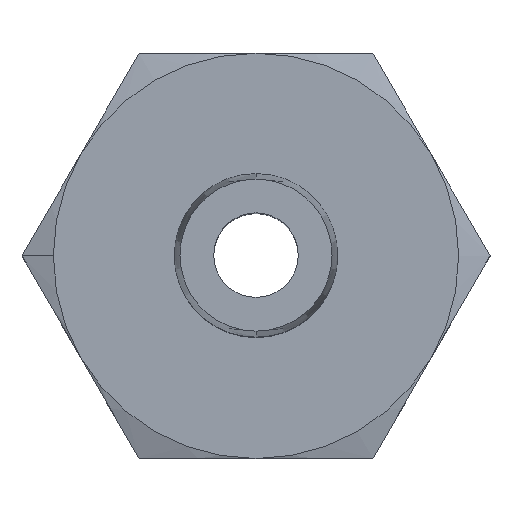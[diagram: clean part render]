
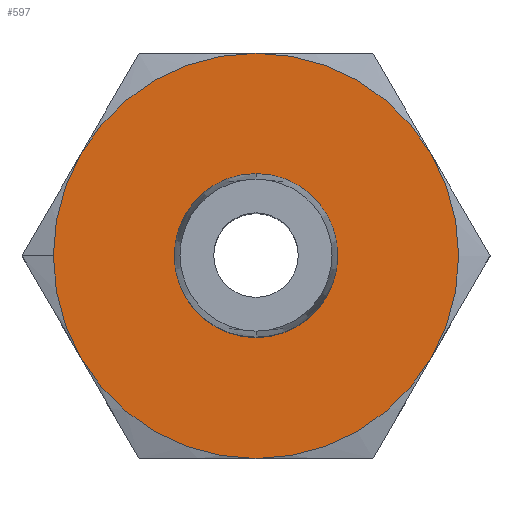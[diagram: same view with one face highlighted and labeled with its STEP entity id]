
A CAD part, top view. The second image highlights one B-rep face of the part: STEP entity #597.
In plain terms, the highlighted planar face has unit normal (0, 0, 1).
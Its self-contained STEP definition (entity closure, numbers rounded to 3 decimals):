
#31 = DIRECTION ( 'NONE',  ( 0., 0., 1. ) ) ;
#40 = EDGE_CURVE ( 'NONE', #952, #1078, #1105, .T. ) ;
#48 = CARTESIAN_POINT ( 'NONE',  ( 0., 0., 3.65 ) ) ;
#50 = PLANE ( 'NONE',  #307 ) ;
#57 = FACE_OUTER_BOUND ( 'NONE', #184, .T. ) ;
#60 = ORIENTED_EDGE ( 'NONE', *, *, #390, .T. ) ;
#63 = FACE_BOUND ( 'NONE', #1179, .T. ) ;
#76 = CIRCLE ( 'NONE', #751, 12. ) ;
#91 = VERTEX_POINT ( 'NONE', #1304 ) ;
#92 = DIRECTION ( 'NONE',  ( 1., 0., 0. ) ) ;
#136 = DIRECTION ( 'NONE',  ( 0., 0., 1. ) ) ;
#147 = CARTESIAN_POINT ( 'NONE',  ( 0., 0., 3.65 ) ) ;
#164 = DIRECTION ( 'NONE',  ( 1., 0., 0. ) ) ;
#170 = EDGE_CURVE ( 'NONE', #671, #952, #76, .T. ) ;
#181 = DIRECTION ( 'NONE',  ( 0., 0., 1. ) ) ;
#184 = EDGE_LOOP ( 'NONE', ( #212, #1089, #1013, #443, #875, #274, #60 ) ) ;
#196 = CIRCLE ( 'NONE', #400, 12. ) ;
#198 = CARTESIAN_POINT ( 'NONE',  ( 0., 0., 3.65 ) ) ;
#212 = ORIENTED_EDGE ( 'NONE', *, *, #1113, .T. ) ;
#230 = VERTEX_POINT ( 'NONE', #1188 ) ;
#245 = ORIENTED_EDGE ( 'NONE', *, *, #677, .T. ) ;
#274 = ORIENTED_EDGE ( 'NONE', *, *, #323, .T. ) ;
#307 = AXIS2_PLACEMENT_3D ( 'NONE', #48, #31, #1297 ) ;
#315 = VERTEX_POINT ( 'NONE', #632 ) ;
#317 = AXIS2_PLACEMENT_3D ( 'NONE', #589, #596, #637 ) ;
#323 = EDGE_CURVE ( 'NONE', #1026, #91, #545, .T. ) ;
#375 = ORIENTED_EDGE ( 'NONE', *, *, #925, .T. ) ;
#390 = EDGE_CURVE ( 'NONE', #91, #315, #698, .T. ) ;
#400 = AXIS2_PLACEMENT_3D ( 'NONE', #832, #816, #717 ) ;
#412 = AXIS2_PLACEMENT_3D ( 'NONE', #839, #830, #822 ) ;
#416 = DIRECTION ( 'NONE',  ( 1., 0., 0. ) ) ;
#426 = DIRECTION ( 'NONE',  ( 0., 0., 1. ) ) ;
#433 = CARTESIAN_POINT ( 'NONE',  ( 0., 0., 3.65 ) ) ;
#443 = ORIENTED_EDGE ( 'NONE', *, *, #877, .T. ) ;
#490 = DIRECTION ( 'NONE',  ( 1., 0., 0. ) ) ;
#496 = DIRECTION ( 'NONE',  ( 0., 0., 1. ) ) ;
#545 = CIRCLE ( 'NONE', #1112, 12. ) ;
#547 = CARTESIAN_POINT ( 'NONE',  ( 0., 0., 3.65 ) ) ;
#560 = DIRECTION ( 'NONE',  ( 0., 0., 1. ) ) ;
#586 = EDGE_CURVE ( 'NONE', #1030, #1026, #1114, .T. ) ;
#589 = CARTESIAN_POINT ( 'NONE',  ( 0., 0., 3.65 ) ) ;
#596 = DIRECTION ( 'NONE',  ( 0., 0., 1. ) ) ;
#597 = ADVANCED_FACE ( 'NONE', ( #63, #57 ), #50, .T. ) ;
#598 = AXIS2_PLACEMENT_3D ( 'NONE', #433, #426, #416 ) ;
#627 = CARTESIAN_POINT ( 'NONE',  ( -10.392, 6., 3.65 ) ) ;
#632 = CARTESIAN_POINT ( 'NONE',  ( 10.392, -6., 3.65 ) ) ;
#637 = DIRECTION ( 'NONE',  ( 1., 0., 0. ) ) ;
#671 = VERTEX_POINT ( 'NONE', #876 ) ;
#677 = EDGE_CURVE ( 'NONE', #230, #1003, #998, .T. ) ;
#698 = CIRCLE ( 'NONE', #1290, 12. ) ;
#699 = AXIS2_PLACEMENT_3D ( 'NONE', #198, #181, #164 ) ;
#717 = DIRECTION ( 'NONE',  ( 1., 0., 0. ) ) ;
#730 = CARTESIAN_POINT ( 'NONE',  ( -12., 0., 3.65 ) ) ;
#734 = CARTESIAN_POINT ( 'NONE',  ( -10.392, -6., 3.65 ) ) ;
#751 = AXIS2_PLACEMENT_3D ( 'NONE', #776, #560, #764 ) ;
#764 = DIRECTION ( 'NONE',  ( 1., 0., 0. ) ) ;
#776 = CARTESIAN_POINT ( 'NONE',  ( 0., 0., 3.65 ) ) ;
#807 = CARTESIAN_POINT ( 'NONE',  ( 0., -4.841, 3.65 ) ) ;
#816 = DIRECTION ( 'NONE',  ( 0., 0., 1. ) ) ;
#822 = DIRECTION ( 'NONE',  ( 1., 0., 0. ) ) ;
#830 = DIRECTION ( 'NONE',  ( 0., 0., -1. ) ) ;
#832 = CARTESIAN_POINT ( 'NONE',  ( 0., 0., 3.65 ) ) ;
#839 = CARTESIAN_POINT ( 'NONE',  ( 0., 0., 3.65 ) ) ;
#875 = ORIENTED_EDGE ( 'NONE', *, *, #586, .T. ) ;
#876 = CARTESIAN_POINT ( 'NONE',  ( 10.392, 6., 3.65 ) ) ;
#877 = EDGE_CURVE ( 'NONE', #1078, #1030, #196, .T. ) ;
#925 = EDGE_CURVE ( 'NONE', #1003, #230, #1275, .T. ) ;
#952 = VERTEX_POINT ( 'NONE', #1137 ) ;
#966 = CIRCLE ( 'NONE', #598, 12. ) ;
#998 = CIRCLE ( 'NONE', #412, 4.841 ) ;
#1003 = VERTEX_POINT ( 'NONE', #807 ) ;
#1013 = ORIENTED_EDGE ( 'NONE', *, *, #40, .T. ) ;
#1026 = VERTEX_POINT ( 'NONE', #734 ) ;
#1030 = VERTEX_POINT ( 'NONE', #730 ) ;
#1078 = VERTEX_POINT ( 'NONE', #627 ) ;
#1089 = ORIENTED_EDGE ( 'NONE', *, *, #170, .T. ) ;
#1100 = AXIS2_PLACEMENT_3D ( 'NONE', #1239, #1229, #1225 ) ;
#1105 = CIRCLE ( 'NONE', #317, 12. ) ;
#1112 = AXIS2_PLACEMENT_3D ( 'NONE', #547, #496, #490 ) ;
#1113 = EDGE_CURVE ( 'NONE', #315, #671, #966, .T. ) ;
#1114 = CIRCLE ( 'NONE', #699, 12. ) ;
#1137 = CARTESIAN_POINT ( 'NONE',  ( 0., 12., 3.65 ) ) ;
#1179 = EDGE_LOOP ( 'NONE', ( #245, #375 ) ) ;
#1188 = CARTESIAN_POINT ( 'NONE',  ( 0., 4.841, 3.65 ) ) ;
#1225 = DIRECTION ( 'NONE',  ( 1., 0., 0. ) ) ;
#1229 = DIRECTION ( 'NONE',  ( 0., 0., -1. ) ) ;
#1239 = CARTESIAN_POINT ( 'NONE',  ( 0., 0., 3.65 ) ) ;
#1275 = CIRCLE ( 'NONE', #1100, 4.841 ) ;
#1290 = AXIS2_PLACEMENT_3D ( 'NONE', #147, #136, #92 ) ;
#1297 = DIRECTION ( 'NONE',  ( 1., 0., 0. ) ) ;
#1304 = CARTESIAN_POINT ( 'NONE',  ( 0., -12., 3.65 ) ) ;
